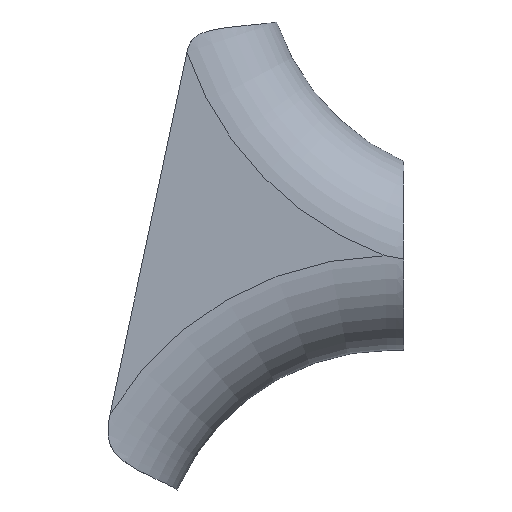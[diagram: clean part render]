
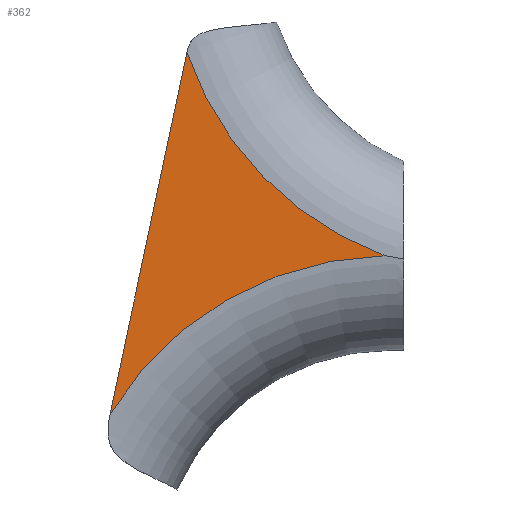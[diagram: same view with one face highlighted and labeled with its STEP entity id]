
A CAD part, left-side view. The second image highlights one B-rep face of the part: STEP entity #362.
In plain terms, the highlighted planar face has unit normal (-1, 0, 0).
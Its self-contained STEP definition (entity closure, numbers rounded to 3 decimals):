
#32 = DIRECTION ( 'NONE',  ( 0., 0., -1. ) ) ;
#47 = ORIENTED_EDGE ( 'NONE', *, *, #490, .T. ) ;
#99 = CARTESIAN_POINT ( 'NONE',  ( -10., -29.609, 32.981 ) ) ;
#102 = VECTOR ( 'NONE', #415, 1000. ) ;
#105 = DIRECTION ( 'NONE',  ( 0., 0., -1. ) ) ;
#121 = AXIS2_PLACEMENT_3D ( 'NONE', #524, #185, #394 ) ;
#154 = CARTESIAN_POINT ( 'NONE',  ( -10., 11.868, -16.912 ) ) ;
#185 = DIRECTION ( 'NONE',  ( 1., 0., 0. ) ) ;
#203 = EDGE_CURVE ( 'NONE', #254, #523, #374, .T. ) ;
#230 = ORIENTED_EDGE ( 'NONE', *, *, #203, .T. ) ;
#234 = ORIENTED_EDGE ( 'NONE', *, *, #298, .T. ) ;
#254 = VERTEX_POINT ( 'NONE', #255 ) ;
#255 = CARTESIAN_POINT ( 'NONE',  ( -10., 3.649, 21.758 ) ) ;
#298 = EDGE_CURVE ( 'NONE', #514, #254, #313, .T. ) ;
#308 = FACE_OUTER_BOUND ( 'NONE', #391, .T. ) ;
#313 = CIRCLE ( 'NONE', #520, 35.1 ) ;
#362 = ADVANCED_FACE ( 'NONE', ( #308 ), #443, .F. ) ;
#364 = CARTESIAN_POINT ( 'NONE',  ( -10., -18.174, -35.063 ) ) ;
#368 = CIRCLE ( 'NONE', #486, 35.1 ) ;
#374 = LINE ( 'NONE', #406, #102 ) ;
#391 = EDGE_LOOP ( 'NONE', ( #47, #234, #230 ) ) ;
#394 = DIRECTION ( 'NONE',  ( 0., 0., -1. ) ) ;
#403 = DIRECTION ( 'NONE',  ( 1., 0., 0. ) ) ;
#406 = CARTESIAN_POINT ( 'NONE',  ( -10., 1.987, 29.575 ) ) ;
#415 = DIRECTION ( 'NONE',  ( 0., 0.208, -0.978 ) ) ;
#443 = PLANE ( 'NONE',  #121 ) ;
#486 = AXIS2_PLACEMENT_3D ( 'NONE', #364, #403, #32 ) ;
#490 = EDGE_CURVE ( 'NONE', #523, #514, #368, .T. ) ;
#514 = VERTEX_POINT ( 'NONE', #527 ) ;
#519 = DIRECTION ( 'NONE',  ( 1., 0., 0. ) ) ;
#520 = AXIS2_PLACEMENT_3D ( 'NONE', #99, #519, #105 ) ;
#523 = VERTEX_POINT ( 'NONE', #154 ) ;
#524 = CARTESIAN_POINT ( 'NONE',  ( -10., -19.535, 25. ) ) ;
#527 = CARTESIAN_POINT ( 'NONE',  ( -10., -17.512, 0.031 ) ) ;
